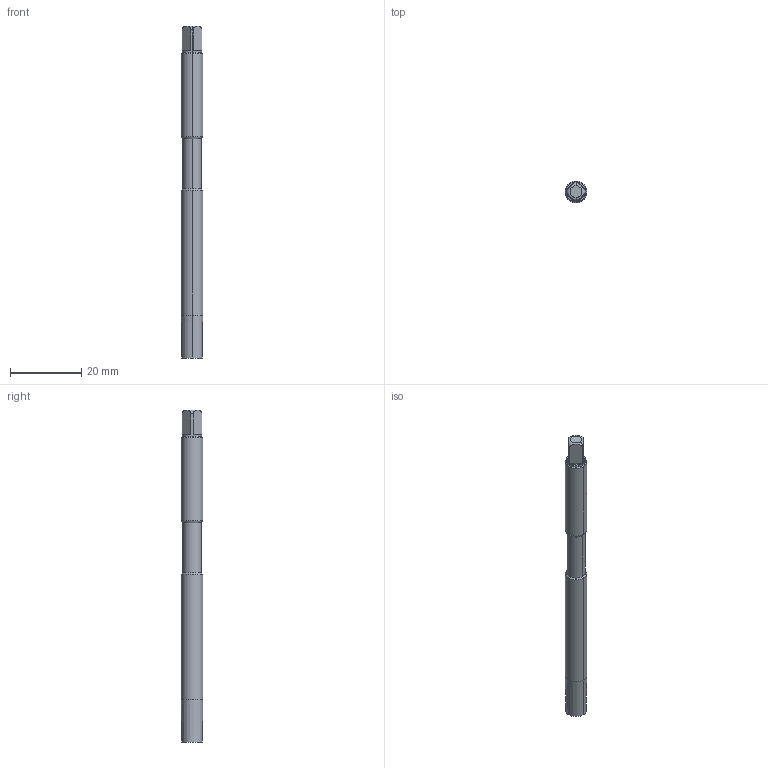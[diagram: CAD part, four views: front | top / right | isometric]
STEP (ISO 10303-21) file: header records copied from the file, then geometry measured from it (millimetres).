
FILE_DESCRIPTION((''),'2;1');
FILE_NAME('607520685-000-00-E43','2021-02-22T12:03:22',('gantert'),(''),'CREO PARAMETRIC BY PTC INC, 2019030','CREO PARAMETRIC BY PTC INC, 2019030','');
FILE_SCHEMA(('AP242_MANAGED_MODEL_BASED_3D_ENGINEERING_MIM_LF { 1 0 10303 442 1 1 4 }'));
Length unit declared in the file: millimetre
Products named in the file (1): 607520685-000-00-E43
Bounding box: 6 x 6 x 93 mm (x, y, z)
Volume: 2452.5 mm3; surface area: 1748.2 mm2
Topology: 1 solids, 1 shells, 32 faces, 74 edges, 44 vertices
Faces by surface type: cylinder 12, plane 10, cone 8, torus 2
Entity records: 1649 total; most frequent: CARTESIAN_POINT 434, DIRECTION 172, ORIENTED_EDGE 148, EDGE_CURVE 74, AXIS2_PLACEMENT_3D 70, VERTEX_POINT 44, PRESENTATION_STYLE_ASSIGNMENT 35, STYLED_ITEM 35
